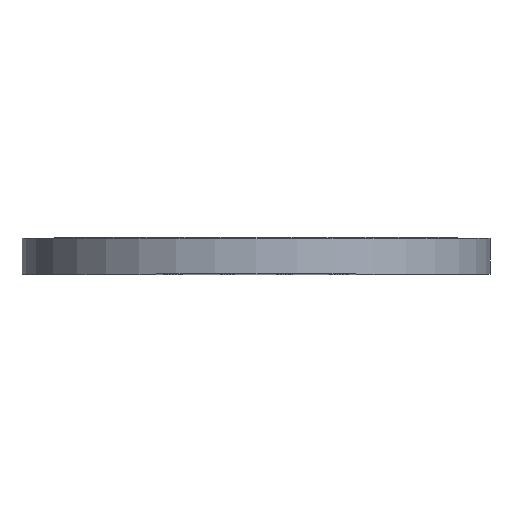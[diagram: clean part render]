
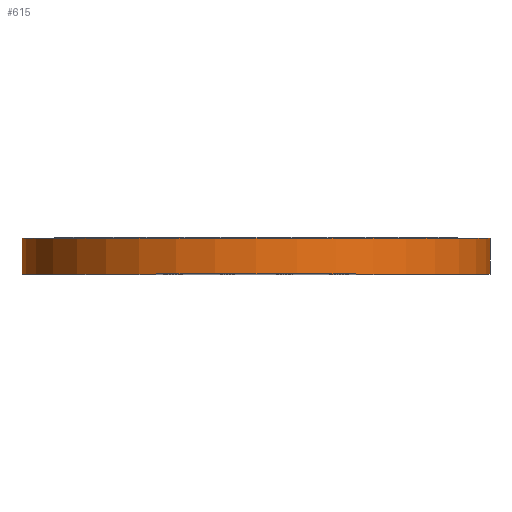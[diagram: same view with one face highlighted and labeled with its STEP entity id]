
A CAD part, top view. The second image highlights one B-rep face of the part: STEP entity #615.
In plain terms, the highlighted cylindrical face has radius 434.975 mm (diameter 869.95 mm), a full revolution.
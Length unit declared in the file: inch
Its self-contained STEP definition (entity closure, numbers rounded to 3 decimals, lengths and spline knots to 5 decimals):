
#93=FACE_OUTER_BOUND('',#146,.T.);
#146=EDGE_LOOP('',(#530,#531,#532,#533));
#199=LINE('',#1063,#225);
#225=VECTOR('',#900,17.125);
#275=CIRCLE('',#714,17.125);
#276=CIRCLE('',#716,17.125);
#327=VERTEX_POINT('',#1058);
#328=VERTEX_POINT('',#1061);
#403=EDGE_CURVE('',#327,#327,#275,.T.);
#404=EDGE_CURVE('',#328,#328,#276,.T.);
#405=EDGE_CURVE('',#328,#327,#199,.T.);
#530=ORIENTED_EDGE('',*,*,#404,.F.);
#531=ORIENTED_EDGE('',*,*,#405,.T.);
#532=ORIENTED_EDGE('',*,*,#403,.T.);
#533=ORIENTED_EDGE('',*,*,#405,.F.);
#589=CYLINDRICAL_SURFACE('',#715,17.125);
#615=ADVANCED_FACE('',(#93),#589,.T.);
#714=AXIS2_PLACEMENT_3D('',#1059,#894,#895);
#715=AXIS2_PLACEMENT_3D('',#1060,#896,#897);
#716=AXIS2_PLACEMENT_3D('',#1062,#898,#899);
#894=DIRECTION('center_axis',(0.,1.,0.));
#895=DIRECTION('ref_axis',(1.,0.,0.));
#896=DIRECTION('center_axis',(0.,1.,0.));
#897=DIRECTION('ref_axis',(-1.,0.,0.));
#898=DIRECTION('center_axis',(0.,1.,0.));
#899=DIRECTION('ref_axis',(1.,0.,0.));
#900=DIRECTION('',(0.,-1.,0.));
#1058=CARTESIAN_POINT('',(17.125,0.,0.));
#1059=CARTESIAN_POINT('Origin',(0.,0.,0.));
#1060=CARTESIAN_POINT('Origin',(0.,1.315,0.));
#1061=CARTESIAN_POINT('',(17.125,2.63,0.));
#1062=CARTESIAN_POINT('Origin',(0.,2.63,0.));
#1063=CARTESIAN_POINT('',(17.125,1.315,0.));
